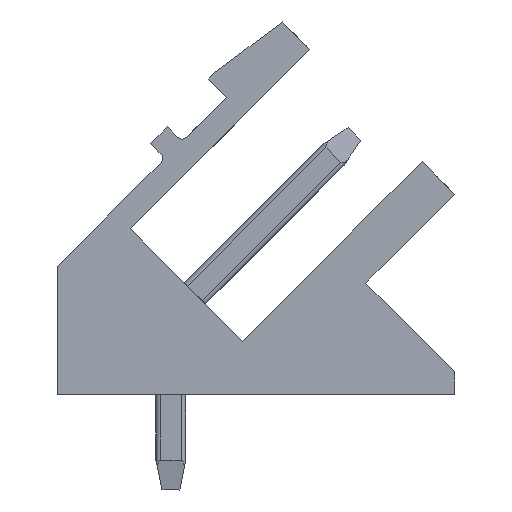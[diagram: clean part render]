
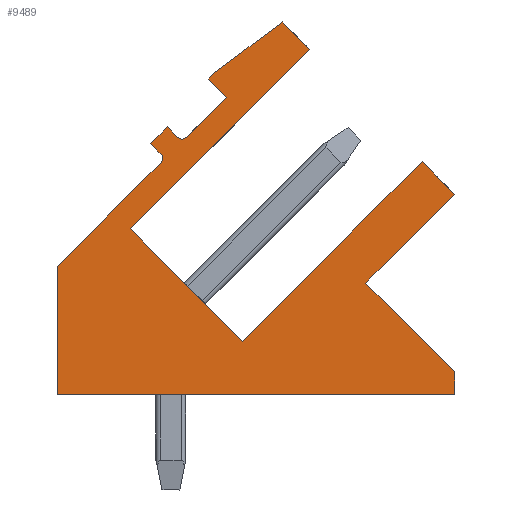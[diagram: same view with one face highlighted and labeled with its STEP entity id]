
A CAD part, left-side view. The second image highlights one B-rep face of the part: STEP entity #9489.
In plain terms, the highlighted planar face has unit normal (-1, 0, 0).
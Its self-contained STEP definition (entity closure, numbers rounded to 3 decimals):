
#8365=AXIS2_PLACEMENT_3D('Circle Axis2P3D',#8363,#8364,$) ;
#9460=AXIS2_PLACEMENT_3D('Plane Axis2P3D',#9457,#9458,#9459) ;
#9464=AXIS2_PLACEMENT_3D('Circle Axis2P3D',#9462,#9463,$) ;
#213=CARTESIAN_POINT('Vertex',(0.,8.98,11.809)) ;
#216=CARTESIAN_POINT('Line Origine',(0.,8.309,12.481)) ;
#220=CARTESIAN_POINT('Vertex',(0.,7.637,13.153)) ;
#1355=CARTESIAN_POINT('Vertex',(0.,4.851,14.751)) ;
#1358=CARTESIAN_POINT('Line Origine',(0.,7.856,11.746)) ;
#1362=CARTESIAN_POINT('Vertex',(0.,10.861,8.74)) ;
#1479=CARTESIAN_POINT('Vertex',(0.,5.77,15.67)) ;
#1482=CARTESIAN_POINT('Line Origine',(0.,5.31,15.21)) ;
#2544=CARTESIAN_POINT('Line Origine',(0.,7.941,13.457)) ;
#2548=CARTESIAN_POINT('Vertex',(0.,8.245,13.761)) ;
#3658=CARTESIAN_POINT('Line Origine',(0.,8.98,6.859)) ;
#3662=CARTESIAN_POINT('Vertex',(0.,7.099,4.979)) ;
#5974=CARTESIAN_POINT('Line Origine',(0.,8.139,13.867)) ;
#5978=CARTESIAN_POINT('Vertex',(0.,8.033,13.973)) ;
#5998=CARTESIAN_POINT('Line Origine',(0.,4.094,7.984)) ;
#6002=CARTESIAN_POINT('Vertex',(0.,1.089,10.989)) ;
#6976=CARTESIAN_POINT('Line Origine',(0.,0.544,10.444)) ;
#6980=CARTESIAN_POINT('Vertex',(0.,0.,9.9)) ;
#7036=CARTESIAN_POINT('Line Origine',(0.,1.485,8.415)) ;
#7040=CARTESIAN_POINT('Vertex',(0.,2.97,6.93)) ;
#7060=CARTESIAN_POINT('Line Origine',(0.,1.485,5.445)) ;
#7064=CARTESIAN_POINT('Vertex',(0.,0.,3.96)) ;
#7084=CARTESIAN_POINT('Line Origine',(0.,0.,3.58)) ;
#7088=CARTESIAN_POINT('Vertex',(0.,0.,3.2)) ;
#7108=CARTESIAN_POINT('Line Origine',(0.,6.65,3.2)) ;
#7112=CARTESIAN_POINT('Vertex',(0.,13.3,3.2)) ;
#8320=CARTESIAN_POINT('Line Origine',(0.,13.3,5.345)) ;
#8324=CARTESIAN_POINT('Vertex',(0.,13.3,7.489)) ;
#8339=CARTESIAN_POINT('Line Origine',(0.,11.564,9.225)) ;
#8343=CARTESIAN_POINT('Vertex',(0.,9.829,10.961)) ;
#8363=CARTESIAN_POINT('Axis2P3D Location',(0.,9.97,11.102)) ;
#8367=CARTESIAN_POINT('Vertex',(0.,9.829,11.244)) ;
#8387=CARTESIAN_POINT('Line Origine',(0.,10.006,11.42)) ;
#8391=CARTESIAN_POINT('Vertex',(0.,10.182,11.597)) ;
#8411=CARTESIAN_POINT('Line Origine',(0.,9.899,11.88)) ;
#8415=CARTESIAN_POINT('Vertex',(0.,9.617,12.163)) ;
#8435=CARTESIAN_POINT('Line Origine',(0.,9.44,11.986)) ;
#8439=CARTESIAN_POINT('Vertex',(0.,9.263,11.809)) ;
#8663=CARTESIAN_POINT('Line Origine',(0.,6.901,14.821)) ;
#9457=CARTESIAN_POINT('Axis2P3D Location',(0.,0.,0.)) ;
#9462=CARTESIAN_POINT('Axis2P3D Location',(0.,9.122,11.951)) ;
#217=DIRECTION('Vector Direction',(0.,-0.707,0.707)) ;
#1359=DIRECTION('Vector Direction',(0.,0.707,-0.707)) ;
#1483=DIRECTION('Vector Direction',(0.,-0.707,-0.707)) ;
#2545=DIRECTION('Vector Direction',(0.,0.707,0.707)) ;
#3659=DIRECTION('Vector Direction',(0.,-0.707,-0.707)) ;
#5975=DIRECTION('Vector Direction',(0.,-0.707,0.707)) ;
#5999=DIRECTION('Vector Direction',(0.,-0.707,0.707)) ;
#6977=DIRECTION('Vector Direction',(0.,-0.707,-0.707)) ;
#7037=DIRECTION('Vector Direction',(0.,0.707,-0.707)) ;
#7061=DIRECTION('Vector Direction',(0.,-0.707,-0.707)) ;
#7085=DIRECTION('Vector Direction',(0.,0.,-1.)) ;
#7109=DIRECTION('Vector Direction',(0.,1.,0.)) ;
#8321=DIRECTION('Vector Direction',(0.,0.,1.)) ;
#8340=DIRECTION('Vector Direction',(0.,-0.707,0.707)) ;
#8364=DIRECTION('Axis2P3D Direction',(-1.,0.,0.)) ;
#8388=DIRECTION('Vector Direction',(0.,0.707,0.707)) ;
#8412=DIRECTION('Vector Direction',(0.,-0.707,0.707)) ;
#8436=DIRECTION('Vector Direction',(0.,-0.707,-0.707)) ;
#8664=DIRECTION('Vector Direction',(0.,-0.8,0.6)) ;
#9458=DIRECTION('Axis2P3D Direction',(-1.,0.,0.)) ;
#9459=DIRECTION('Axis2P3D XDirection',(0.,0.,1.)) ;
#9463=DIRECTION('Axis2P3D Direction',(-1.,0.,0.)) ;
#218=VECTOR('Line Direction',#217,1.) ;
#1360=VECTOR('Line Direction',#1359,1.) ;
#1484=VECTOR('Line Direction',#1483,1.) ;
#2546=VECTOR('Line Direction',#2545,1.) ;
#3660=VECTOR('Line Direction',#3659,1.) ;
#5976=VECTOR('Line Direction',#5975,1.) ;
#6000=VECTOR('Line Direction',#5999,1.) ;
#6978=VECTOR('Line Direction',#6977,1.) ;
#7038=VECTOR('Line Direction',#7037,1.) ;
#7062=VECTOR('Line Direction',#7061,1.) ;
#7086=VECTOR('Line Direction',#7085,1.) ;
#7110=VECTOR('Line Direction',#7109,1.) ;
#8322=VECTOR('Line Direction',#8321,1.) ;
#8341=VECTOR('Line Direction',#8340,1.) ;
#8389=VECTOR('Line Direction',#8388,1.) ;
#8413=VECTOR('Line Direction',#8412,1.) ;
#8437=VECTOR('Line Direction',#8436,1.) ;
#8665=VECTOR('Line Direction',#8664,1.) ;
#9468=ORIENTED_EDGE('',*,*,#3664,.T.) ;
#9469=ORIENTED_EDGE('',*,*,#1364,.T.) ;
#9470=ORIENTED_EDGE('',*,*,#1486,.T.) ;
#9471=ORIENTED_EDGE('',*,*,#8667,.T.) ;
#9472=ORIENTED_EDGE('',*,*,#5980,.T.) ;
#9473=ORIENTED_EDGE('',*,*,#2550,.T.) ;
#9474=ORIENTED_EDGE('',*,*,#222,.T.) ;
#9475=ORIENTED_EDGE('',*,*,#9466,.T.) ;
#9476=ORIENTED_EDGE('',*,*,#8441,.T.) ;
#9477=ORIENTED_EDGE('',*,*,#8417,.T.) ;
#9478=ORIENTED_EDGE('',*,*,#8393,.T.) ;
#9479=ORIENTED_EDGE('',*,*,#8369,.T.) ;
#9480=ORIENTED_EDGE('',*,*,#8345,.T.) ;
#9481=ORIENTED_EDGE('',*,*,#8326,.T.) ;
#9482=ORIENTED_EDGE('',*,*,#7114,.T.) ;
#9483=ORIENTED_EDGE('',*,*,#7090,.T.) ;
#9484=ORIENTED_EDGE('',*,*,#7066,.T.) ;
#9485=ORIENTED_EDGE('',*,*,#7042,.T.) ;
#9486=ORIENTED_EDGE('',*,*,#6982,.T.) ;
#9487=ORIENTED_EDGE('',*,*,#6004,.T.) ;
#9489=ADVANCED_FACE('Housing',(#9488),#9461,.T.) ;
#8366=CIRCLE('generated circle',#8365,0.2) ;
#9465=CIRCLE('generated circle',#9464,0.2) ;
#222=EDGE_CURVE('',#221,#214,#219,.F.) ;
#1364=EDGE_CURVE('',#1363,#1356,#1361,.F.) ;
#1486=EDGE_CURVE('',#1356,#1480,#1485,.F.) ;
#2550=EDGE_CURVE('',#2549,#221,#2547,.F.) ;
#3664=EDGE_CURVE('',#3663,#1363,#3661,.F.) ;
#5980=EDGE_CURVE('',#5979,#2549,#5977,.F.) ;
#6004=EDGE_CURVE('',#6003,#3663,#6001,.F.) ;
#6982=EDGE_CURVE('',#6981,#6003,#6979,.F.) ;
#7042=EDGE_CURVE('',#7041,#6981,#7039,.F.) ;
#7066=EDGE_CURVE('',#7065,#7041,#7063,.F.) ;
#7090=EDGE_CURVE('',#7089,#7065,#7087,.F.) ;
#7114=EDGE_CURVE('',#7113,#7089,#7111,.F.) ;
#8326=EDGE_CURVE('',#8325,#7113,#8323,.F.) ;
#8345=EDGE_CURVE('',#8344,#8325,#8342,.F.) ;
#8369=EDGE_CURVE('',#8368,#8344,#8366,.F.) ;
#8393=EDGE_CURVE('',#8392,#8368,#8390,.F.) ;
#8417=EDGE_CURVE('',#8416,#8392,#8414,.F.) ;
#8441=EDGE_CURVE('',#8440,#8416,#8438,.F.) ;
#8667=EDGE_CURVE('',#1480,#5979,#8666,.F.) ;
#9466=EDGE_CURVE('',#214,#8440,#9465,.F.) ;
#9467=EDGE_LOOP('',(#9468,#9469,#9470,#9471,#9472,#9473,#9474,#9475,#9476,#9477,#9478,#9479,#9480,#9481,#9482,#9483,#9484,#9485,#9486,#9487)) ;
#9488=FACE_OUTER_BOUND('',#9467,.T.) ;
#219=LINE('Line',#216,#218) ;
#1361=LINE('Line',#1358,#1360) ;
#1485=LINE('Line',#1482,#1484) ;
#2547=LINE('Line',#2544,#2546) ;
#3661=LINE('Line',#3658,#3660) ;
#5977=LINE('Line',#5974,#5976) ;
#6001=LINE('Line',#5998,#6000) ;
#6979=LINE('Line',#6976,#6978) ;
#7039=LINE('Line',#7036,#7038) ;
#7063=LINE('Line',#7060,#7062) ;
#7087=LINE('Line',#7084,#7086) ;
#7111=LINE('Line',#7108,#7110) ;
#8323=LINE('Line',#8320,#8322) ;
#8342=LINE('Line',#8339,#8341) ;
#8390=LINE('Line',#8387,#8389) ;
#8414=LINE('Line',#8411,#8413) ;
#8438=LINE('Line',#8435,#8437) ;
#8666=LINE('Line',#8663,#8665) ;
#9461=PLANE('',#9460) ;
#214=VERTEX_POINT('',#213) ;
#221=VERTEX_POINT('',#220) ;
#1356=VERTEX_POINT('',#1355) ;
#1363=VERTEX_POINT('',#1362) ;
#1480=VERTEX_POINT('',#1479) ;
#2549=VERTEX_POINT('',#2548) ;
#3663=VERTEX_POINT('',#3662) ;
#5979=VERTEX_POINT('',#5978) ;
#6003=VERTEX_POINT('',#6002) ;
#6981=VERTEX_POINT('',#6980) ;
#7041=VERTEX_POINT('',#7040) ;
#7065=VERTEX_POINT('',#7064) ;
#7089=VERTEX_POINT('',#7088) ;
#7113=VERTEX_POINT('',#7112) ;
#8325=VERTEX_POINT('',#8324) ;
#8344=VERTEX_POINT('',#8343) ;
#8368=VERTEX_POINT('',#8367) ;
#8392=VERTEX_POINT('',#8391) ;
#8416=VERTEX_POINT('',#8415) ;
#8440=VERTEX_POINT('',#8439) ;
